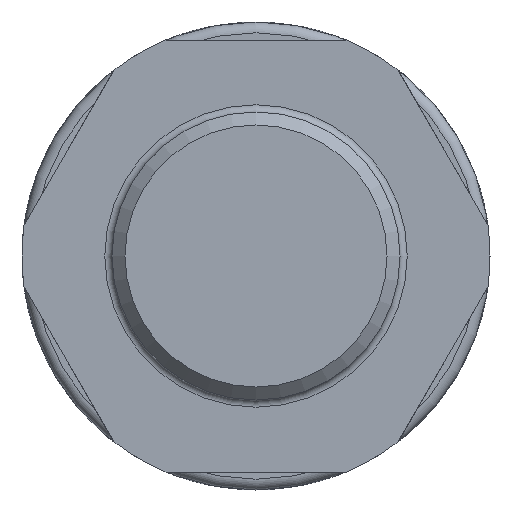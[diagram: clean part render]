
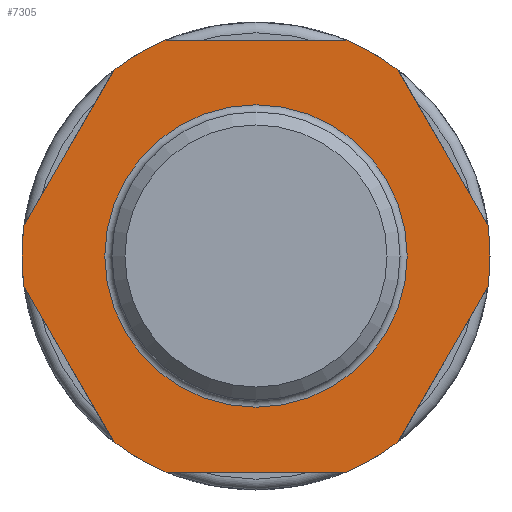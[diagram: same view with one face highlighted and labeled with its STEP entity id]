
A CAD part, left-side view. The second image highlights one B-rep face of the part: STEP entity #7305.
In plain terms, the highlighted planar face has unit normal (-1, 0, 0).
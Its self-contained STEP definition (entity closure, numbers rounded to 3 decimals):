
#370=FACE_BOUND('',#1816,.T.);
#763=LINE('',#11245,#983);
#766=LINE('',#11271,#986);
#769=LINE('',#11297,#989);
#772=LINE('',#11323,#992);
#775=LINE('',#11349,#995);
#778=LINE('',#11375,#998);
#983=VECTOR('',#8854,10.);
#986=VECTOR('',#8859,10.);
#989=VECTOR('',#8864,10.);
#992=VECTOR('',#8869,10.);
#995=VECTOR('',#8874,10.);
#998=VECTOR('',#8879,10.);
#1365=FACE_OUTER_BOUND('',#1815,.T.);
#1815=EDGE_LOOP('',(#4674,#4675,#4676,#4677,#4678,#4679,#4680,#4681,#4682,
#4683,#4684,#4685));
#1816=EDGE_LOOP('',(#4686));
#2360=CIRCLE('',#7779,16.25);
#2363=CIRCLE('',#7783,16.25);
#2364=CIRCLE('',#7785,16.25);
#2367=CIRCLE('',#7789,16.25);
#2368=CIRCLE('',#7791,16.25);
#2372=CIRCLE('',#7797,16.25);
#2373=CIRCLE('',#7798,10.5);
#2795=VERTEX_POINT('',#11242);
#2796=VERTEX_POINT('',#11244);
#2799=VERTEX_POINT('',#11268);
#2800=VERTEX_POINT('',#11270);
#2803=VERTEX_POINT('',#11294);
#2804=VERTEX_POINT('',#11296);
#2807=VERTEX_POINT('',#11320);
#2808=VERTEX_POINT('',#11322);
#2811=VERTEX_POINT('',#11346);
#2812=VERTEX_POINT('',#11348);
#2815=VERTEX_POINT('',#11372);
#2816=VERTEX_POINT('',#11374);
#2818=VERTEX_POINT('',#11398);
#3544=EDGE_CURVE('',#2796,#2795,#763,.T.);
#3548=EDGE_CURVE('',#2800,#2799,#766,.T.);
#3552=EDGE_CURVE('',#2804,#2803,#769,.T.);
#3556=EDGE_CURVE('',#2808,#2807,#772,.T.);
#3560=EDGE_CURVE('',#2812,#2811,#775,.T.);
#3564=EDGE_CURVE('',#2816,#2815,#778,.T.);
#3566=EDGE_CURVE('',#2804,#2807,#2360,.T.);
#3569=EDGE_CURVE('',#2816,#2803,#2363,.T.);
#3570=EDGE_CURVE('',#2800,#2811,#2364,.T.);
#3573=EDGE_CURVE('',#2808,#2799,#2367,.T.);
#3574=EDGE_CURVE('',#2796,#2815,#2368,.T.);
#3578=EDGE_CURVE('',#2812,#2795,#2372,.T.);
#3579=EDGE_CURVE('',#2818,#2818,#2373,.T.);
#4674=ORIENTED_EDGE('',*,*,#3544,.T.);
#4675=ORIENTED_EDGE('',*,*,#3578,.F.);
#4676=ORIENTED_EDGE('',*,*,#3560,.T.);
#4677=ORIENTED_EDGE('',*,*,#3570,.F.);
#4678=ORIENTED_EDGE('',*,*,#3548,.T.);
#4679=ORIENTED_EDGE('',*,*,#3573,.F.);
#4680=ORIENTED_EDGE('',*,*,#3556,.T.);
#4681=ORIENTED_EDGE('',*,*,#3566,.F.);
#4682=ORIENTED_EDGE('',*,*,#3552,.T.);
#4683=ORIENTED_EDGE('',*,*,#3569,.F.);
#4684=ORIENTED_EDGE('',*,*,#3564,.T.);
#4685=ORIENTED_EDGE('',*,*,#3574,.F.);
#4686=ORIENTED_EDGE('',*,*,#3579,.T.);
#6773=PLANE('',#7796);
#7305=ADVANCED_FACE('',(#1365,#370),#6773,.T.);
#7779=AXIS2_PLACEMENT_3D('',#11378,#8883,#8884);
#7783=AXIS2_PLACEMENT_3D('',#11382,#8891,#8892);
#7785=AXIS2_PLACEMENT_3D('',#11384,#8895,#8896);
#7789=AXIS2_PLACEMENT_3D('',#11388,#8903,#8904);
#7791=AXIS2_PLACEMENT_3D('',#11390,#8907,#8908);
#7796=AXIS2_PLACEMENT_3D('',#11396,#8917,#8918);
#7797=AXIS2_PLACEMENT_3D('',#11397,#8919,#8920);
#7798=AXIS2_PLACEMENT_3D('',#11399,#8921,#8922);
#8854=DIRECTION('',(0.,0.5,0.866));
#8859=DIRECTION('',(0.,0.5,-0.866));
#8864=DIRECTION('',(0.,-1.,0.));
#8869=DIRECTION('',(0.,-0.5,-0.866));
#8874=DIRECTION('',(0.,1.,0.));
#8879=DIRECTION('',(0.,-0.5,0.866));
#8883=DIRECTION('center_axis',(1.,0.,0.));
#8884=DIRECTION('ref_axis',(0.,0.,
1.));
#8891=DIRECTION('center_axis',(1.,0.,0.));
#8892=DIRECTION('ref_axis',(0.,0.,
1.));
#8895=DIRECTION('center_axis',(1.,0.,0.));
#8896=DIRECTION('ref_axis',(0.,0.,
1.));
#8903=DIRECTION('center_axis',(1.,0.,0.));
#8904=DIRECTION('ref_axis',(0.,0.,
1.));
#8907=DIRECTION('center_axis',(1.,0.,0.));
#8908=DIRECTION('ref_axis',(0.,0.,
1.));
#8917=DIRECTION('center_axis',(-1.,0.,0.));
#8918=DIRECTION('ref_axis',(0.,0.,
-1.));
#8919=DIRECTION('center_axis',(1.,0.,0.));
#8920=DIRECTION('ref_axis',(0.,0.,
1.));
#8921=DIRECTION('center_axis',(1.,0.,0.));
#8922=DIRECTION('ref_axis',(0.,0.,
1.));
#11242=CARTESIAN_POINT('',(-2.65,-9.865,12.913));
#11244=CARTESIAN_POINT('',(-2.65,-16.115,2.087));
#11245=CARTESIAN_POINT('',(-2.65,-16.584,1.275));
#11268=CARTESIAN_POINT('',(-2.65,16.115,2.087));
#11270=CARTESIAN_POINT('',(-2.65,9.865,12.913));
#11271=CARTESIAN_POINT('',(-2.65,9.397,13.725));
#11294=CARTESIAN_POINT('',(-2.65,-6.25,-15.));
#11296=CARTESIAN_POINT('',(-2.65,6.25,-15.));
#11297=CARTESIAN_POINT('',(-2.65,-5.,-15.));
#11320=CARTESIAN_POINT('',(-2.65,9.865,-12.913));
#11322=CARTESIAN_POINT('',(-2.65,16.115,-2.087));
#11323=CARTESIAN_POINT('',(-2.65,12.522,-8.312));
#11346=CARTESIAN_POINT('',(-2.65,6.25,15.));
#11348=CARTESIAN_POINT('',(-2.65,-6.25,15.));
#11349=CARTESIAN_POINT('',(-2.65,-11.25,15.));
#11372=CARTESIAN_POINT('',(-2.65,-16.115,-2.087));
#11374=CARTESIAN_POINT('',(-2.65,-9.865,-12.913));
#11375=CARTESIAN_POINT('',(-2.65,-13.459,-6.688));
#11378=CARTESIAN_POINT('Origin',(-2.65,0.,0.));
#11382=CARTESIAN_POINT('Origin',(-2.65,0.,0.));
#11384=CARTESIAN_POINT('Origin',(-2.65,0.,0.));
#11388=CARTESIAN_POINT('Origin',(-2.65,0.,0.));
#11390=CARTESIAN_POINT('Origin',(-2.65,0.,0.));
#11396=CARTESIAN_POINT('Origin',(-2.65,-16.25,0.));
#11397=CARTESIAN_POINT('Origin',(-2.65,0.,0.));
#11398=CARTESIAN_POINT('',(-2.65,-10.5,0.));
#11399=CARTESIAN_POINT('Origin',(-2.65,0.,0.));
